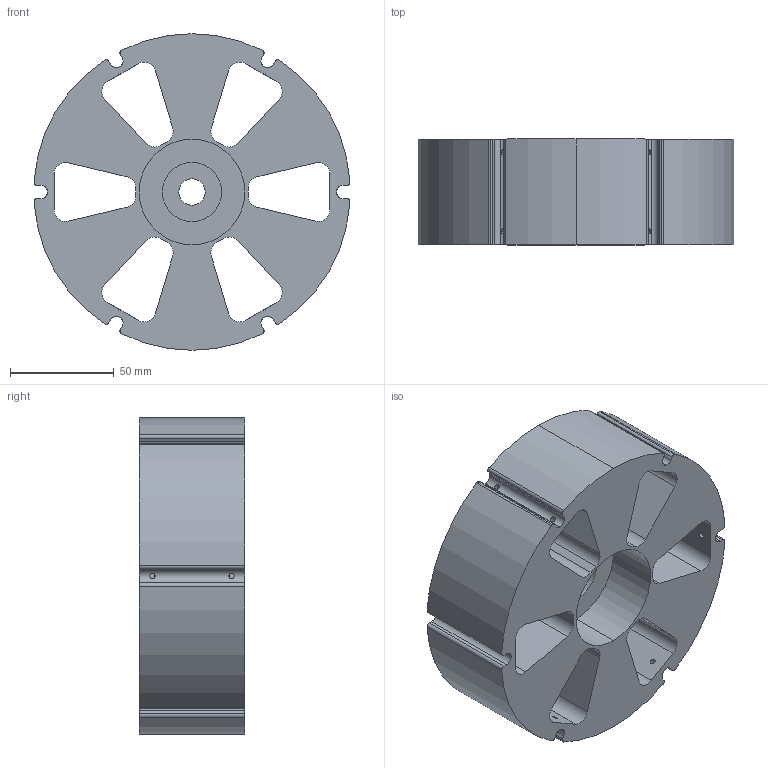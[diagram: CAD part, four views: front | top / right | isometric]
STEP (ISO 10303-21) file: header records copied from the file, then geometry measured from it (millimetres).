
FILE_DESCRIPTION (( 'STEP AP214' ), '1' );
FILE_NAME ('topplatesolid.STEP', '2022-09-12T02:35:24', ( '' ), ( '' ), 'SwSTEP 2.0', 'SolidWorks 2021', '' );
FILE_SCHEMA (( 'AUTOMOTIVE_DESIGN' ));
Length unit declared in the file: inch
Products named in the file (1): topplatesolid
Bounding box: 152.09 x 50.8 x 152.4 mm (x, y, z)
Volume: 597325.9 mm3; surface area: 93542.9 mm2
Topology: 1 solids, 1 shells, 129 faces, 375 edges, 250 vertices
Faces by surface type: cylinder 89, plane 40
Entity records: 5207 total; most frequent: CARTESIAN_POINT 1259, DIRECTION 765, ORIENTED_EDGE 750, EDGE_CURVE 375, AXIS2_PLACEMENT_3D 284, VERTEX_POINT 250, VECTOR 197, LINE 197
